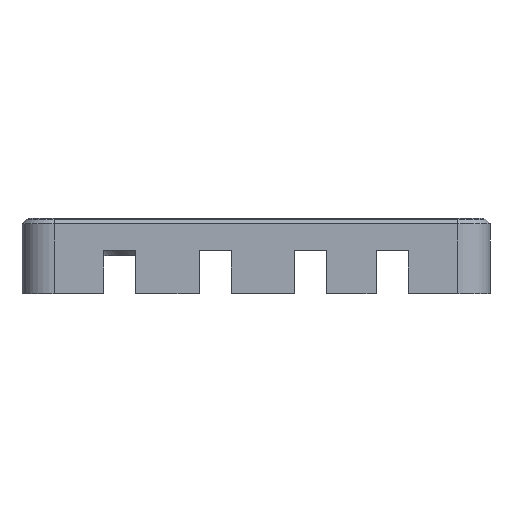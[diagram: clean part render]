
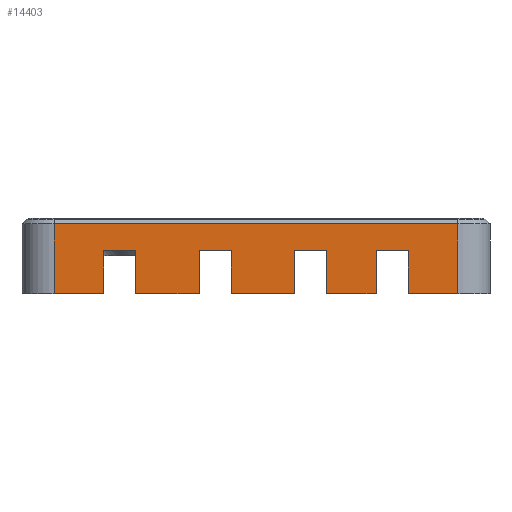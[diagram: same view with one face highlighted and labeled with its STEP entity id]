
A CAD part, left-side view. The second image highlights one B-rep face of the part: STEP entity #14403.
In plain terms, the highlighted planar face has unit normal (-1, 0, 0).
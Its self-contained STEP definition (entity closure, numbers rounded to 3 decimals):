
#1826=FACE_OUTER_BOUND('',#2631,.T.);
#2631=EDGE_LOOP('',(#13201,#13202,#13203,#13204,#13205,#13206,#13207,#13208,
#13209,#13210,#13211,#13212,#13213,#13214,#13215,#13216,#13217,#13218,#13219,
#13220));
#3018=LINE('',#19747,#4458);
#3939=LINE('',#26519,#5379);
#3945=LINE('',#26531,#5385);
#3954=LINE('',#26551,#5394);
#3962=LINE('',#26567,#5402);
#3967=LINE('',#26575,#5407);
#3976=LINE('',#26595,#5416);
#3988=LINE('',#26624,#5428);
#4020=LINE('',#26689,#5460);
#4024=LINE('',#26695,#5464);
#4026=LINE('',#26698,#5466);
#4030=LINE('',#26706,#5470);
#4032=LINE('',#26709,#5472);
#4036=LINE('',#26716,#5476);
#4049=LINE('',#26739,#5489);
#4050=LINE('',#26741,#5490);
#4053=LINE('',#26748,#5493);
#4071=LINE('',#26793,#5511);
#4073=LINE('',#26809,#5513);
#4074=LINE('',#26811,#5514);
#4458=VECTOR('',#15498,10.);
#5379=VECTOR('',#17091,10.);
#5385=VECTOR('',#17101,10.);
#5394=VECTOR('',#17116,10.);
#5402=VECTOR('',#17128,10.);
#5407=VECTOR('',#17135,10.);
#5416=VECTOR('',#17150,10.);
#5428=VECTOR('',#17176,10.);
#5460=VECTOR('',#17240,10.);
#5464=VECTOR('',#17246,10.);
#5466=VECTOR('',#17250,10.);
#5470=VECTOR('',#17256,10.);
#5472=VECTOR('',#17260,10.);
#5476=VECTOR('',#17266,10.);
#5489=VECTOR('',#17293,10.);
#5490=VECTOR('',#17296,10.);
#5493=VECTOR('',#17307,10.);
#5511=VECTOR('',#17363,10.);
#5513=VECTOR('',#17393,10.);
#5514=VECTOR('',#17396,10.);
#6136=VERTEX_POINT('',#19739);
#6138=VERTEX_POINT('',#19745);
#6837=VERTEX_POINT('',#26516);
#6838=VERTEX_POINT('',#26518);
#6842=VERTEX_POINT('',#26529);
#6849=VERTEX_POINT('',#26548);
#6850=VERTEX_POINT('',#26550);
#6855=VERTEX_POINT('',#26564);
#6856=VERTEX_POINT('',#26566);
#6858=VERTEX_POINT('',#26573);
#6865=VERTEX_POINT('',#26592);
#6866=VERTEX_POINT('',#26594);
#6875=VERTEX_POINT('',#26621);
#6876=VERTEX_POINT('',#26623);
#6892=VERTEX_POINT('',#26687);
#6893=VERTEX_POINT('',#26688);
#6894=VERTEX_POINT('',#26694);
#6896=VERTEX_POINT('',#26703);
#6897=VERTEX_POINT('',#26705);
#6899=VERTEX_POINT('',#26715);
#7583=EDGE_CURVE('',#6138,#6136,#3018,.T.);
#8872=EDGE_CURVE('',#6837,#6838,#3939,.T.);
#8879=EDGE_CURVE('',#6842,#6837,#3945,.T.);
#8888=EDGE_CURVE('',#6850,#6849,#3954,.T.);
#8896=EDGE_CURVE('',#6855,#6856,#3962,.T.);
#8901=EDGE_CURVE('',#6858,#6855,#3967,.T.);
#8910=EDGE_CURVE('',#6866,#6865,#3976,.T.);
#8925=EDGE_CURVE('',#6875,#6876,#3988,.T.);
#8959=EDGE_CURVE('',#6892,#6893,#4020,.T.);
#8963=EDGE_CURVE('',#6893,#6894,#4024,.T.);
#8965=EDGE_CURVE('',#6892,#6856,#4026,.T.);
#8969=EDGE_CURVE('',#6896,#6897,#4030,.T.);
#8971=EDGE_CURVE('',#6896,#6876,#4032,.T.);
#8975=EDGE_CURVE('',#6897,#6899,#4036,.T.);
#8988=EDGE_CURVE('',#6850,#6842,#4049,.T.);
#8989=EDGE_CURVE('',#6866,#6858,#4050,.T.);
#8992=EDGE_CURVE('',#6894,#6849,#4053,.T.);
#9014=EDGE_CURVE('',#6899,#6865,#4071,.T.);
#9016=EDGE_CURVE('',#6875,#6136,#4073,.T.);
#9017=EDGE_CURVE('',#6838,#6138,#4074,.T.);
#13201=ORIENTED_EDGE('',*,*,#7583,.F.);
#13202=ORIENTED_EDGE('',*,*,#9017,.F.);
#13203=ORIENTED_EDGE('',*,*,#8872,.F.);
#13204=ORIENTED_EDGE('',*,*,#8879,.F.);
#13205=ORIENTED_EDGE('',*,*,#8988,.F.);
#13206=ORIENTED_EDGE('',*,*,#8888,.T.);
#13207=ORIENTED_EDGE('',*,*,#8992,.F.);
#13208=ORIENTED_EDGE('',*,*,#8963,.F.);
#13209=ORIENTED_EDGE('',*,*,#8959,.F.);
#13210=ORIENTED_EDGE('',*,*,#8965,.T.);
#13211=ORIENTED_EDGE('',*,*,#8896,.F.);
#13212=ORIENTED_EDGE('',*,*,#8901,.F.);
#13213=ORIENTED_EDGE('',*,*,#8989,.F.);
#13214=ORIENTED_EDGE('',*,*,#8910,.T.);
#13215=ORIENTED_EDGE('',*,*,#9014,.F.);
#13216=ORIENTED_EDGE('',*,*,#8975,.F.);
#13217=ORIENTED_EDGE('',*,*,#8969,.F.);
#13218=ORIENTED_EDGE('',*,*,#8971,.T.);
#13219=ORIENTED_EDGE('',*,*,#8925,.F.);
#13220=ORIENTED_EDGE('',*,*,#9016,.T.);
#13650=PLANE('',#14931);
#14403=ADVANCED_FACE('',(#1826),#13650,.T.);
#14931=AXIS2_PLACEMENT_3D('',#26810,#17394,#17395);
#15498=DIRECTION('',(0.,-1.,0.));
#17091=DIRECTION('',(0.,1.,0.));
#17101=DIRECTION('',(0.,0.,-1.));
#17116=DIRECTION('',(0.,0.,-1.));
#17128=DIRECTION('',(0.,1.,0.));
#17135=DIRECTION('',(0.,0.,-1.));
#17150=DIRECTION('',(0.,0.,-1.));
#17176=DIRECTION('',(0.,1.,0.));
#17240=DIRECTION('',(0.,1.,0.));
#17246=DIRECTION('',(0.,0.,-1.));
#17250=DIRECTION('',(0.,0.,-1.));
#17256=DIRECTION('',(0.,1.,0.));
#17260=DIRECTION('',(0.,0.,-1.));
#17266=DIRECTION('',(0.,0.,-1.));
#17293=DIRECTION('',(0.,1.,0.));
#17296=DIRECTION('',(0.,1.,0.));
#17307=DIRECTION('',(0.,1.,0.));
#17363=DIRECTION('',(0.,1.,0.));
#17393=DIRECTION('',(0.,0.,1.));
#17394=DIRECTION('center_axis',(-1.,0.,0.));
#17395=DIRECTION('ref_axis',(0.,-1.,0.));
#17396=DIRECTION('',(0.,0.,1.));
#19739=CARTESIAN_POINT('',(-198.805,-60.917,-4.453));
#19745=CARTESIAN_POINT('',(-198.805,14.363,-4.453));
#19747=CARTESIAN_POINT('',(-198.805,-4.457,-4.453));
#26516=CARTESIAN_POINT('',(-198.805,5.123,-17.453));
#26518=CARTESIAN_POINT('',(-198.805,14.363,-17.453));
#26519=CARTESIAN_POINT('',(-198.805,14.363,-17.453));
#26529=CARTESIAN_POINT('',(-198.805,5.123,-9.453));
#26531=CARTESIAN_POINT('',(-198.805,5.123,-5.453));
#26548=CARTESIAN_POINT('',(-198.805,-0.877,-17.453));
#26550=CARTESIAN_POINT('',(-198.805,-0.877,-9.453));
#26551=CARTESIAN_POINT('',(-198.805,-0.877,-5.453));
#26564=CARTESIAN_POINT('',(-198.805,-30.437,-17.453));
#26566=CARTESIAN_POINT('',(-198.805,-18.657,-17.453));
#26567=CARTESIAN_POINT('',(-198.805,14.363,-17.453));
#26573=CARTESIAN_POINT('',(-198.805,-30.437,-9.453));
#26575=CARTESIAN_POINT('',(-198.805,-30.437,-5.453));
#26592=CARTESIAN_POINT('',(-198.805,-36.437,-17.453));
#26594=CARTESIAN_POINT('',(-198.805,-36.437,-9.453));
#26595=CARTESIAN_POINT('',(-198.805,-36.437,-5.453));
#26621=CARTESIAN_POINT('',(-198.805,-60.917,-17.453));
#26623=CARTESIAN_POINT('',(-198.805,-51.677,-17.453));
#26624=CARTESIAN_POINT('',(-198.805,14.363,-17.453));
#26687=CARTESIAN_POINT('',(-198.805,-18.657,-9.453));
#26688=CARTESIAN_POINT('',(-198.805,-12.657,-9.453));
#26689=CARTESIAN_POINT('',(-198.805,14.363,-9.453));
#26694=CARTESIAN_POINT('',(-198.805,-12.657,-17.453));
#26695=CARTESIAN_POINT('',(-198.805,-12.657,-5.453));
#26698=CARTESIAN_POINT('',(-198.805,-18.657,-5.453));
#26703=CARTESIAN_POINT('',(-198.805,-51.677,-9.453));
#26705=CARTESIAN_POINT('',(-198.805,-45.677,-9.453));
#26706=CARTESIAN_POINT('',(-198.805,14.363,-9.453));
#26709=CARTESIAN_POINT('',(-198.805,-51.677,-5.453));
#26715=CARTESIAN_POINT('',(-198.805,-45.677,-17.453));
#26716=CARTESIAN_POINT('',(-198.805,-45.677,-5.453));
#26739=CARTESIAN_POINT('',(-198.805,14.363,-9.453));
#26741=CARTESIAN_POINT('',(-198.805,14.363,-9.453));
#26748=CARTESIAN_POINT('',(-198.805,14.363,-17.453));
#26793=CARTESIAN_POINT('',(-198.805,14.363,-17.453));
#26809=CARTESIAN_POINT('',(-198.805,-60.917,-5.453));
#26810=CARTESIAN_POINT('Origin',(-198.805,14.363,-5.453));
#26811=CARTESIAN_POINT('',(-198.805,14.363,-5.453));
